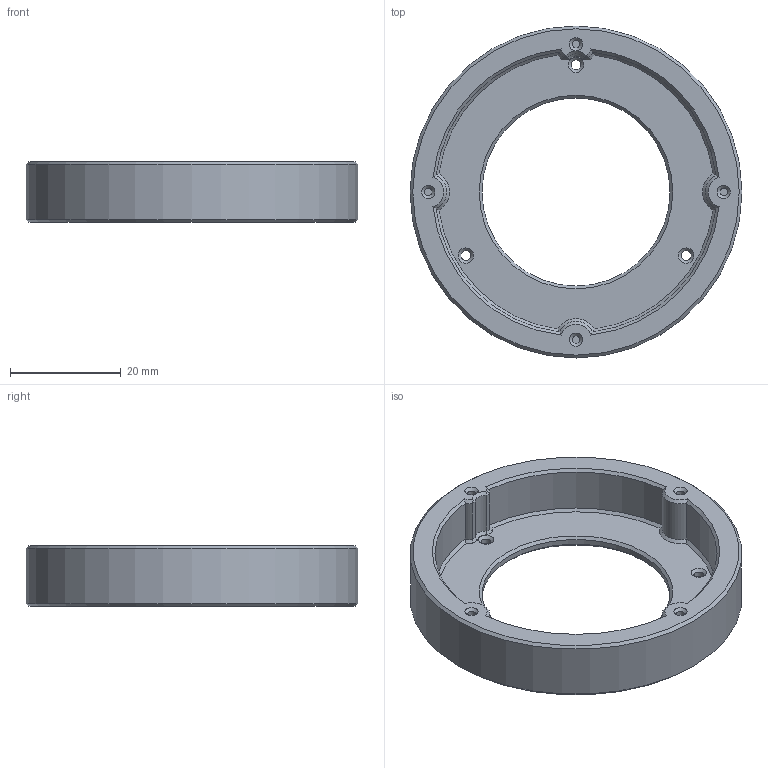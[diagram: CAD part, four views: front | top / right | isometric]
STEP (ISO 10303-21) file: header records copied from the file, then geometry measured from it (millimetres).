
FILE_DESCRIPTION(/* description */ ('Unknown'),/* implementation_level */ '2;1');
FILE_NAME(/* name */ 'sigma30mm_PENF_mainBody_flangeUpper_sonyE',/* time_stamp */ '2025-03-03T16:03:45-10:00',/* author */ ('Unknown'),/* organization */ ('Unknown'),/* preprocessor_version */ 'ST-DEVELOPER v18.1',/* originating_system */ 'Solid Edge',/* authorisation */ 'Unknown');
FILE_SCHEMA (('AUTOMOTIVE_DESIGN {1 0 10303 214 3 1 1}'));
Length unit declared in the file: millimetre
Products named in the file (2): sigma30mm_PENF; sigma30mm_PENF_mainBody_flangeUpper_sonyE
Assembly tree (1 placements, depth 2):
  sigma30mm_PENF
    sigma30mm_PENF_mainBody_flangeUpper_sonyE
Bounding box: 60 x 60 x 10.95 mm (x, y, z)
Volume: 11023.4 mm3; surface area: 7411.8 mm2
Topology: 1 solids, 1 shells, 66 faces, 140 edges, 81 vertices
Faces by surface type: cone 34, cylinder 19, plane 13
Full cylindrical faces by diameter (mm): 1.4 x4, 1.8 x3, 34 x1, 60 x1
Entity records: 1703 total; most frequent: CARTESIAN_POINT 320, DIRECTION 302, ORIENTED_EDGE 228, AXIS2_PLACEMENT_3D 140, EDGE_CURVE 114, EDGE_LOOP 102, FACE_BOUND 102, VERTEX_POINT 78
